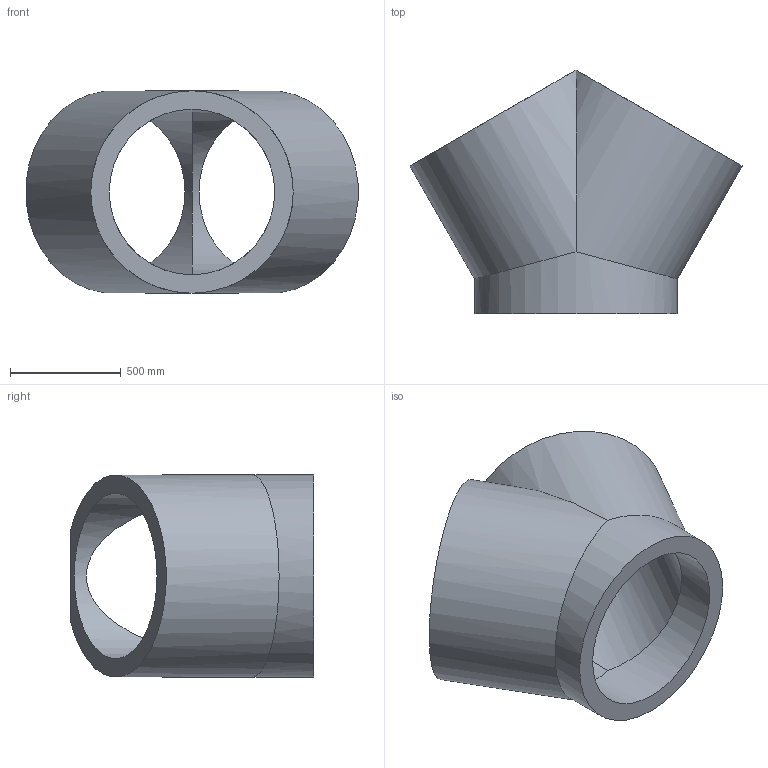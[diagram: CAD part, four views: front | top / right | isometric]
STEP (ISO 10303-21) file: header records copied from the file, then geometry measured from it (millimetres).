
FILE_DESCRIPTION(/* description */ (''),/* implementation_level */ '2;1');
FILE_NAME(/* name */ 'WYE-S36-SCH160-60.stp',/* time_stamp */ '2023-11-21T17:28:21-05:00',/* author */ ('Admin'),/* organization */ (''),/* preprocessor_version */ 'ST-DEVELOPER v19',/* originating_system */ 'Autodesk Inventor 2023',/* authorisation */ '');
FILE_SCHEMA (('AUTOMOTIVE_DESIGN { 1 0 10303 214 3 1 1 }'));
Length unit declared in the file: inch
Products named in the file (1): WYE-S36-SCH160-60
Bounding box: 1500.12 x 1100.62 x 914.4 mm (x, y, z)
Volume: 239776737.9 mm3; surface area: 6393780.3 mm2
Topology: 1 solids, 1 shells, 9 faces, 21 edges, 13 vertices
Faces by surface type: cylinder 6, plane 3
Full cylindrical faces by diameter (mm): 747.979 x3, 914.4 x1
Entity records: 320 total; most frequent: DIRECTION 57, CARTESIAN_POINT 44, ORIENTED_EDGE 42, AXIS2_PLACEMENT_3D 26, EDGE_CURVE 21, VERTEX_POINT 13, EDGE_LOOP 12, ELLIPSE 10
